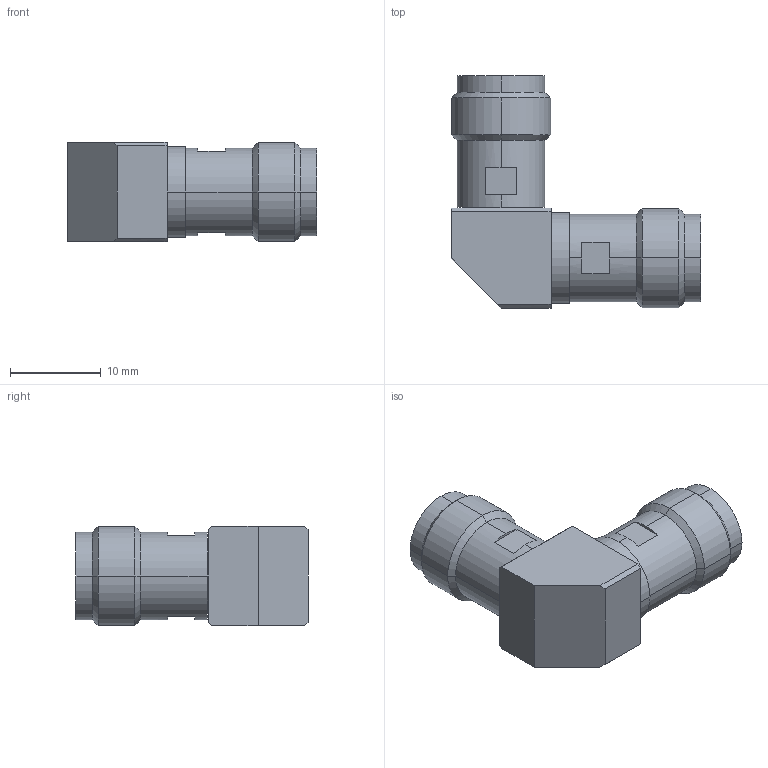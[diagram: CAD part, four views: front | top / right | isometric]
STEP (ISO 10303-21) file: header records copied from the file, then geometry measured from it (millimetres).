
FILE_DESCRIPTION (( 'STEP AP214' ), '1' );
FILE_NAME ('FMAD1582_3D.STEP', '2022-08-04T07:21:51', ( '' ), ( '' ), 'SwSTEP 2.0', 'SolidWorks 2021', '' );
FILE_SCHEMA (( 'AUTOMOTIVE_DESIGN' ));
Length unit declared in the file: millimetre
Products named in the file (3): Copy of ALS-T3T8-18-4-RIGHT^FMAD1582; FMAD1582_3D; Copy of ALS-T3T8-18-3^FMAD1582
Assembly tree (3 placements, depth 2):
  FMAD1582_3D
    Copy of ALS-T3T8-18-4-RIGHT^FMAD1582
    Copy of ALS-T3T8-18-3^FMAD1582  x2
Bounding box: 27.5 x 25.55 x 11 mm (x, y, z)
Volume: 3186.2 mm3; surface area: 2703.9 mm2
Topology: 3 solids, 3 shells, 111 faces, 244 edges, 150 vertices
Faces by surface type: cylinder 49, plane 32, cone 30
Entity records: 1873 total; most frequent: DIRECTION 347, CARTESIAN_POINT 302, ORIENTED_EDGE 280, EDGE_CURVE 140, AXIS2_PLACEMENT_3D 140, VERTEX_POINT 87, CIRCLE 71, EDGE_LOOP 69
